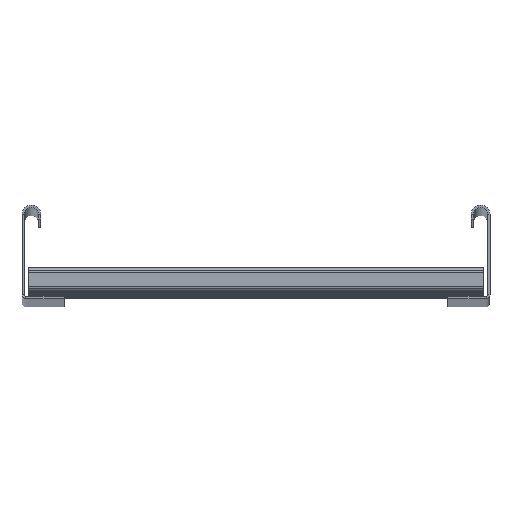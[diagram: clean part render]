
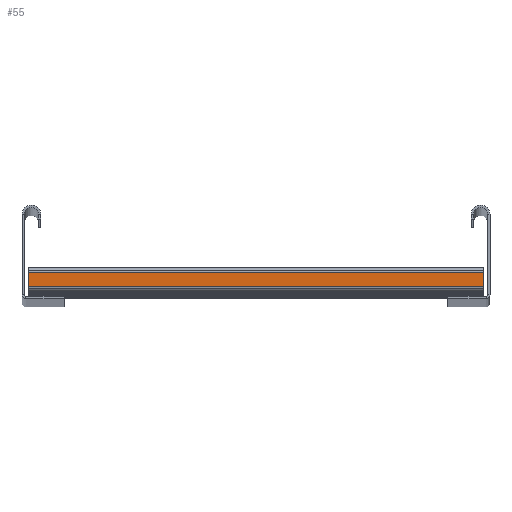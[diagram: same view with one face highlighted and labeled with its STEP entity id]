
A CAD part, top view. The second image highlights one B-rep face of the part: STEP entity #55.
In plain terms, the highlighted face is planar.
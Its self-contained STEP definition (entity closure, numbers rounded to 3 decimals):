
#21 = EDGE_CURVE ( 'NONE', #663, #910, #985, .T. ) ;
#49 = VERTEX_POINT ( 'NONE', #1141 ) ;
#55 = ADVANCED_FACE ( 'NONE', ( #875 ), #1295, .F. ) ;
#59 = CARTESIAN_POINT ( 'NONE',  ( -15., 3., -146. ) ) ;
#96 = DIRECTION ( 'NONE',  ( 0., 1., 0. ) ) ;
#118 = EDGE_CURVE ( 'NONE', #910, #361, #963, .T. ) ;
#300 = DIRECTION ( 'NONE',  ( 0., 0., 1. ) ) ;
#337 = CARTESIAN_POINT ( 'NONE',  ( -15., 3., -146. ) ) ;
#361 = VERTEX_POINT ( 'NONE', #884 ) ;
#365 = DIRECTION ( 'NONE',  ( 1., 0., 0. ) ) ;
#376 = LINE ( 'NONE', #1101, #1078 ) ;
#381 = VECTOR ( 'NONE', #1618, 1000. ) ;
#487 = ORIENTED_EDGE ( 'NONE', *, *, #1587, .T. ) ;
#526 = ORIENTED_EDGE ( 'NONE', *, *, #118, .F. ) ;
#575 = ORIENTED_EDGE ( 'NONE', *, *, #21, .F. ) ;
#631 = LINE ( 'NONE', #828, #381 ) ;
#663 = VERTEX_POINT ( 'NONE', #1670 ) ;
#828 = CARTESIAN_POINT ( 'NONE',  ( -15., 3., 146. ) ) ;
#875 = FACE_OUTER_BOUND ( 'NONE', #1468, .T. ) ;
#884 = CARTESIAN_POINT ( 'NONE',  ( -15., 12., 146. ) ) ;
#910 = VERTEX_POINT ( 'NONE', #912 ) ;
#912 = CARTESIAN_POINT ( 'NONE',  ( -15., 12., -146. ) ) ;
#963 = LINE ( 'NONE', #1375, #1630 ) ;
#985 = LINE ( 'NONE', #337, #1652 ) ;
#1078 = VECTOR ( 'NONE', #300, 1000. ) ;
#1101 = CARTESIAN_POINT ( 'NONE',  ( -15., 3., -146. ) ) ;
#1141 = CARTESIAN_POINT ( 'NONE',  ( -15., 3., 146. ) ) ;
#1167 = DIRECTION ( 'NONE',  ( 0., 0., -1. ) ) ;
#1295 = PLANE ( 'NONE',  #1509 ) ;
#1375 = CARTESIAN_POINT ( 'NONE',  ( -15., 12., -146. ) ) ;
#1468 = EDGE_LOOP ( 'NONE', ( #487, #526, #575, #1687 ) ) ;
#1509 = AXIS2_PLACEMENT_3D ( 'NONE', #59, #365, #1167 ) ;
#1513 = DIRECTION ( 'NONE',  ( 0., 0., 1. ) ) ;
#1587 = EDGE_CURVE ( 'NONE', #49, #361, #631, .T. ) ;
#1618 = DIRECTION ( 'NONE',  ( 0., 1., 0. ) ) ;
#1630 = VECTOR ( 'NONE', #1513, 1000. ) ;
#1640 = EDGE_CURVE ( 'NONE', #663, #49, #376, .T. ) ;
#1652 = VECTOR ( 'NONE', #96, 1000. ) ;
#1670 = CARTESIAN_POINT ( 'NONE',  ( -15., 3., -146. ) ) ;
#1687 = ORIENTED_EDGE ( 'NONE', *, *, #1640, .T. ) ;
